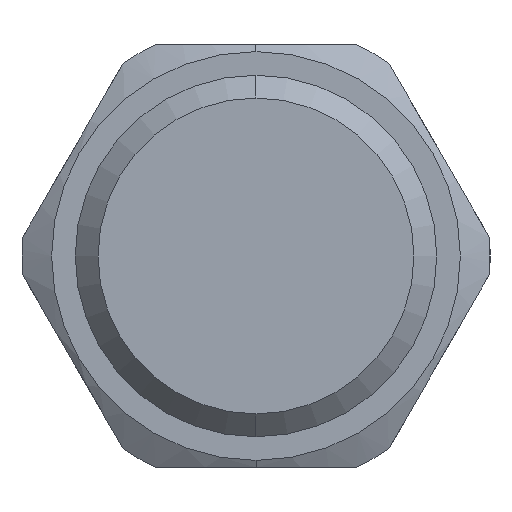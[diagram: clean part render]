
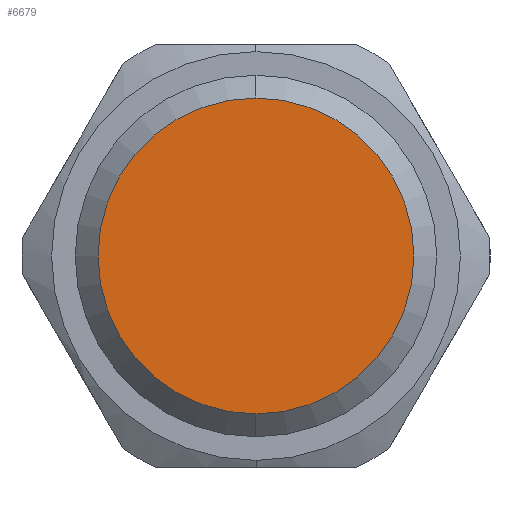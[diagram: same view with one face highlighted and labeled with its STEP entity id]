
A CAD part, left-side view. The second image highlights one B-rep face of the part: STEP entity #6679.
In plain terms, the highlighted planar face has unit normal (-1, 0, 0).
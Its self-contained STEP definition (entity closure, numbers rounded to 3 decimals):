
#593 = DIRECTION ( 'NONE',  ( -1., 0., 0. ) ) ;
#972 = CARTESIAN_POINT ( 'NONE',  ( 0., 0., -8.3 ) ) ;
#1010 = CARTESIAN_POINT ( 'NONE',  ( 0., 0., 8.3 ) ) ;
#1569 = CARTESIAN_POINT ( 'NONE',  ( 0., 0., 0. ) ) ;
#1805 = DIRECTION ( 'NONE',  ( 1., 0., 0. ) ) ;
#2933 = FACE_OUTER_BOUND ( 'NONE', #11626, .T. ) ;
#3311 = DIRECTION ( 'NONE',  ( -1., 0., 0. ) ) ;
#4187 = AXIS2_PLACEMENT_3D ( 'NONE', #9307, #593, #4539 ) ;
#4539 = DIRECTION ( 'NONE',  ( 0., 0., -1. ) ) ;
#5677 = PLANE ( 'NONE',  #10554 ) ;
#6632 = VERTEX_POINT ( 'NONE', #972 ) ;
#6679 = ADVANCED_FACE ( 'NONE', ( #2933 ), #5677, .F. ) ;
#7426 = EDGE_CURVE ( 'NONE', #9939, #6632, #8508, .T. ) ;
#7554 = CARTESIAN_POINT ( 'NONE',  ( 0., 0., 0. ) ) ;
#8297 = DIRECTION ( 'NONE',  ( 0., 0., -1. ) ) ;
#8335 = ORIENTED_EDGE ( 'NONE', *, *, #7426, .T. ) ;
#8489 = ORIENTED_EDGE ( 'NONE', *, *, #10422, .T. ) ;
#8508 = CIRCLE ( 'NONE', #12384, 8.3 ) ;
#8537 = DIRECTION ( 'NONE',  ( 0., 0., -1. ) ) ;
#9307 = CARTESIAN_POINT ( 'NONE',  ( 0., 0., 0. ) ) ;
#9939 = VERTEX_POINT ( 'NONE', #1010 ) ;
#10422 = EDGE_CURVE ( 'NONE', #6632, #9939, #10983, .T. ) ;
#10554 = AXIS2_PLACEMENT_3D ( 'NONE', #7554, #1805, #8537 ) ;
#10983 = CIRCLE ( 'NONE', #4187, 8.3 ) ;
#11626 = EDGE_LOOP ( 'NONE', ( #8489, #8335 ) ) ;
#12384 = AXIS2_PLACEMENT_3D ( 'NONE', #1569, #3311, #8297 ) ;
